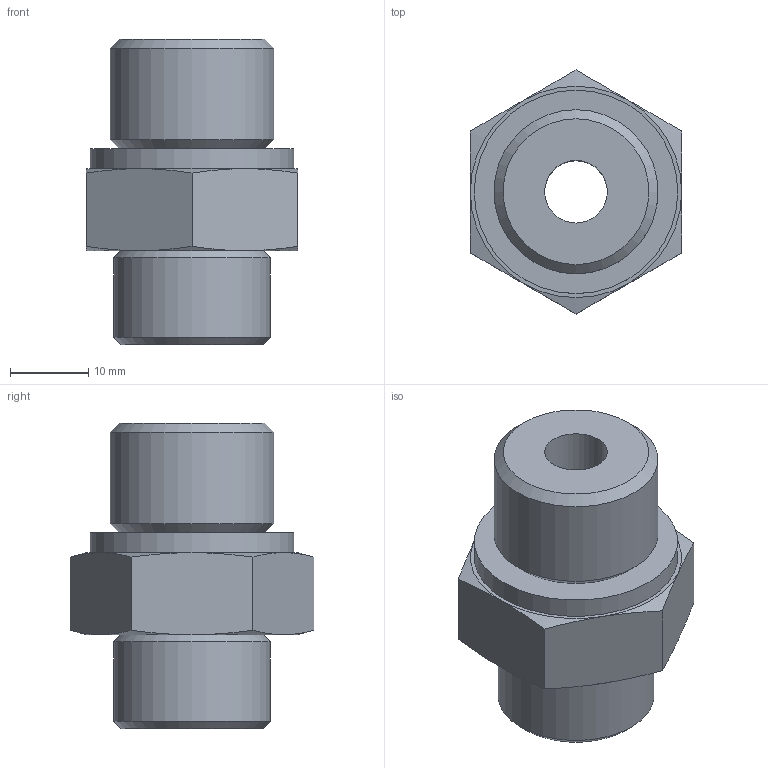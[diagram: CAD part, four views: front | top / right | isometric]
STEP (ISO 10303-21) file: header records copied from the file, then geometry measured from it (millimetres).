
FILE_DESCRIPTION(/* description */ ('STEP AP203'),/* implementation_level */ '2;1');
FILE_NAME(/* name */ 'Stud Connector GEG 12-01',/* time_stamp */ '2025-01-06T06:57:21+01:00',/* author */ ('License CC BY-ND 4.0'),/* organization */ ('CADENAS'),/* preprocessor_version */ 'ST-DEVELOPER v19.3',/* originating_system */ 'PARTsolutions',/* authorisation */ ' ');
FILE_SCHEMA (('CONFIG_CONTROL_DESIGN'));
Length unit declared in the file: millimetre
Products named in the file (1): Einschraubstutzen GEG 12-01
Bounding box: 27 x 31.18 x 39 mm (x, y, z)
Volume: 13838.3 mm3; surface area: 5135.1 mm2
Topology: 1 solids, 1 shells, 34 faces, 67 edges, 39 vertices
Faces by surface type: cone 17, plane 12, cylinder 5
Full cylindrical faces by diameter (mm): 8 x1, 12 x1, 20 x1, 20.955 x1, 26 x1
Entity records: 870 total; most frequent: CARTESIAN_POINT 203, DIRECTION 130, ORIENTED_EDGE 114, AXIS2_PLACEMENT_3D 62, EDGE_CURVE 57, EDGE_LOOP 50, FACE_BOUND 50, VERTEX_POINT 39
